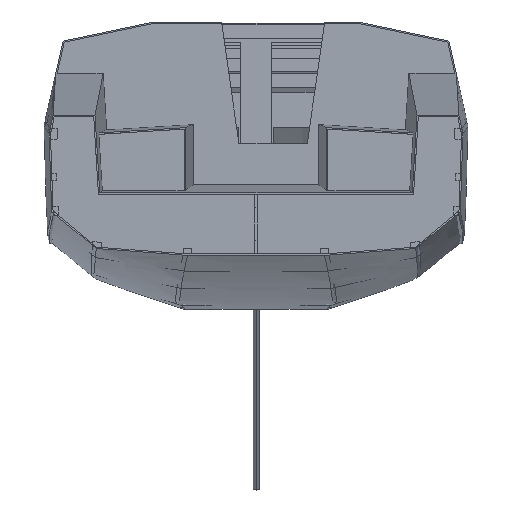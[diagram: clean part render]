
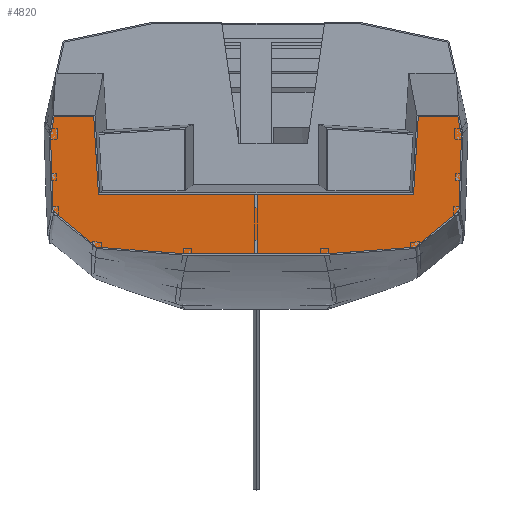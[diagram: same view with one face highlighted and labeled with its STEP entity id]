
A CAD part, top view. The second image highlights one B-rep face of the part: STEP entity #4820.
In plain terms, the highlighted free-form (B-spline) face has degree [1, 1] with [2, 2] control points.
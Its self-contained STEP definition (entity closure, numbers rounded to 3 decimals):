
#4301 = VERTEX_POINT('',#4302);
#4302 = CARTESIAN_POINT('',(9.634,60.209,0.));
#4315 = VERTEX_POINT('',#4316);
#4316 = CARTESIAN_POINT('',(481.675,60.209,0.));
#4321 = EDGE_CURVE('',#4301,#4315,#4322,.T.);
#4322 = B_SPLINE_CURVE_WITH_KNOTS('',1,(#4323,#4324),.UNSPECIFIED.,.F.,
  .F.,(2,2),(-392.,0.),.PIECEWISE_BEZIER_KNOTS.);
#4323 = CARTESIAN_POINT('',(9.634,60.209,0.));
#4324 = CARTESIAN_POINT('',(481.675,60.209,0.));
#4335 = VERTEX_POINT('',#4336);
#4336 = CARTESIAN_POINT('',(9.634,481.675,0.));
#4343 = EDGE_CURVE('',#4344,#4335,#4346,.T.);
#4344 = VERTEX_POINT('',#4345);
#4345 = CARTESIAN_POINT('',(1107.853,481.675,0.));
#4346 = B_SPLINE_CURVE_WITH_KNOTS('',1,(#4347,#4348),.UNSPECIFIED.,.F.,
  .F.,(2,2),(-1840.,-928.),.PIECEWISE_BEZIER_KNOTS.);
#4347 = CARTESIAN_POINT('',(1107.853,481.675,0.));
#4348 = CARTESIAN_POINT('',(9.634,481.675,0.));
#4370 = EDGE_CURVE('',#4371,#4344,#4373,.T.);
#4371 = VERTEX_POINT('',#4372);
#4372 = CARTESIAN_POINT('',(1141.199,1023.559,0.));
#4373 = B_SPLINE_CURVE_WITH_KNOTS('',1,(#4374,#4375),.UNSPECIFIED.,.F.,
  .F.,(2,2),(-450.851,-0.),.PIECEWISE_BEZIER_KNOTS.);
#4374 = CARTESIAN_POINT('',(1141.199,1023.559,0.));
#4375 = CARTESIAN_POINT('',(1107.853,481.675,0.));
#4398 = EDGE_CURVE('',#4399,#4371,#4401,.T.);
#4399 = VERTEX_POINT('',#4400);
#4400 = CARTESIAN_POINT('',(1418.973,1023.559,0.));
#4401 = B_SPLINE_CURVE_WITH_KNOTS('',1,(#4402,#4403),.UNSPECIFIED.,.F.,
  .F.,(2,2),(-230.673,0.),.PIECEWISE_BEZIER_KNOTS.);
#4402 = CARTESIAN_POINT('',(1418.973,1023.559,0.));
#4403 = CARTESIAN_POINT('',(1141.199,1023.559,0.));
#4426 = EDGE_CURVE('',#4427,#4399,#4429,.T.);
#4427 = VERTEX_POINT('',#4428);
#4428 = CARTESIAN_POINT('',(1445.025,903.141,0.));
#4429 = B_SPLINE_CURVE_WITH_KNOTS('',1,(#4430,#4431),.UNSPECIFIED.,.F.,
  .F.,(2,2),(-102.313,0.),.PIECEWISE_BEZIER_KNOTS.);
#4430 = CARTESIAN_POINT('',(1445.025,903.141,0.));
#4431 = CARTESIAN_POINT('',(1418.973,1023.559,0.));
#4454 = EDGE_CURVE('',#4455,#4427,#4457,.T.);
#4455 = VERTEX_POINT('',#4456);
#4456 = CARTESIAN_POINT('',(1426.962,361.256,0.));
#4457 = B_SPLINE_CURVE_WITH_KNOTS('',1,(#4458,#4459),.UNSPECIFIED.,.F.,
  .F.,(2,2),(-450.25,0.),.PIECEWISE_BEZIER_KNOTS.);
#4458 = CARTESIAN_POINT('',(1426.962,361.256,0.));
#4459 = CARTESIAN_POINT('',(1445.025,903.141,0.));
#4482 = EDGE_CURVE('',#4483,#4455,#4485,.T.);
#4483 = VERTEX_POINT('',#4484);
#4484 = CARTESIAN_POINT('',(1119.894,108.377,0.));
#4485 = B_SPLINE_CURVE_WITH_KNOTS('',1,(#4486,#4487),.UNSPECIFIED.,.F.,
  .F.,(2,2),(-330.341,0.),.PIECEWISE_BEZIER_KNOTS.);
#4486 = CARTESIAN_POINT('',(1119.894,108.377,0.));
#4487 = CARTESIAN_POINT('',(1426.962,361.256,0.));
#4510 = EDGE_CURVE('',#4315,#4483,#4511,.T.);
#4511 = B_SPLINE_CURVE_WITH_KNOTS('',1,(#4512,#4513),.UNSPECIFIED.,.F.,
  .F.,(2,2),(-531.507,0.),.PIECEWISE_BEZIER_KNOTS.);
#4512 = CARTESIAN_POINT('',(481.675,60.209,0.));
#4513 = CARTESIAN_POINT('',(1119.894,108.377,0.));
#4531 = VERTEX_POINT('',#4532);
#4532 = CARTESIAN_POINT('',(-9.634,60.209,0.));
#4539 = EDGE_CURVE('',#4540,#4531,#4542,.T.);
#4540 = VERTEX_POINT('',#4541);
#4541 = CARTESIAN_POINT('',(-481.675,60.209,0.));
#4542 = B_SPLINE_CURVE_WITH_KNOTS('',1,(#4543,#4544),.UNSPECIFIED.,.F.,
  .F.,(2,2),(-800.,-408.),.PIECEWISE_BEZIER_KNOTS.);
#4543 = CARTESIAN_POINT('',(-481.675,60.209,0.));
#4544 = CARTESIAN_POINT('',(-9.634,60.209,0.));
#4566 = EDGE_CURVE('',#4567,#4540,#4569,.T.);
#4567 = VERTEX_POINT('',#4568);
#4568 = CARTESIAN_POINT('',(-1119.894,108.377,0.));
#4569 = B_SPLINE_CURVE_WITH_KNOTS('',1,(#4570,#4571),.UNSPECIFIED.,.F.,
  .F.,(2,2),(0.,531.507),.PIECEWISE_BEZIER_KNOTS.);
#4570 = CARTESIAN_POINT('',(-1119.894,108.377,0.));
#4571 = CARTESIAN_POINT('',(-481.675,60.209,0.));
#4594 = EDGE_CURVE('',#4595,#4567,#4597,.T.);
#4595 = VERTEX_POINT('',#4596);
#4596 = CARTESIAN_POINT('',(-1426.962,361.256,0.));
#4597 = B_SPLINE_CURVE_WITH_KNOTS('',1,(#4598,#4599),.UNSPECIFIED.,.F.,
  .F.,(2,2),(0.,330.341),.PIECEWISE_BEZIER_KNOTS.);
#4598 = CARTESIAN_POINT('',(-1426.962,361.256,0.));
#4599 = CARTESIAN_POINT('',(-1119.894,108.377,0.));
#4622 = EDGE_CURVE('',#4623,#4595,#4625,.T.);
#4623 = VERTEX_POINT('',#4624);
#4624 = CARTESIAN_POINT('',(-1445.025,903.141,0.));
#4625 = B_SPLINE_CURVE_WITH_KNOTS('',1,(#4626,#4627),.UNSPECIFIED.,.F.,
  .F.,(2,2),(0.,450.25),.PIECEWISE_BEZIER_KNOTS.);
#4626 = CARTESIAN_POINT('',(-1445.025,903.141,0.));
#4627 = CARTESIAN_POINT('',(-1426.962,361.256,0.));
#4650 = EDGE_CURVE('',#4651,#4623,#4653,.T.);
#4651 = VERTEX_POINT('',#4652);
#4652 = CARTESIAN_POINT('',(-1418.973,1023.559,0.));
#4653 = B_SPLINE_CURVE_WITH_KNOTS('',1,(#4654,#4655),.UNSPECIFIED.,.F.,
  .F.,(2,2),(0.,102.313),.PIECEWISE_BEZIER_KNOTS.);
#4654 = CARTESIAN_POINT('',(-1418.973,1023.559,0.));
#4655 = CARTESIAN_POINT('',(-1445.025,903.141,0.));
#4678 = EDGE_CURVE('',#4679,#4651,#4681,.T.);
#4679 = VERTEX_POINT('',#4680);
#4680 = CARTESIAN_POINT('',(-1141.199,1023.559,0.));
#4681 = B_SPLINE_CURVE_WITH_KNOTS('',1,(#4682,#4683),.UNSPECIFIED.,.F.,
  .F.,(2,2),(0.,230.673),.PIECEWISE_BEZIER_KNOTS.);
#4682 = CARTESIAN_POINT('',(-1141.199,1023.559,0.));
#4683 = CARTESIAN_POINT('',(-1418.973,1023.559,0.));
#4706 = EDGE_CURVE('',#4707,#4679,#4709,.T.);
#4707 = VERTEX_POINT('',#4708);
#4708 = CARTESIAN_POINT('',(-1107.853,481.675,0.));
#4709 = B_SPLINE_CURVE_WITH_KNOTS('',1,(#4710,#4711),.UNSPECIFIED.,.F.,
  .F.,(2,2),(0.,450.851),.PIECEWISE_BEZIER_KNOTS.);
#4710 = CARTESIAN_POINT('',(-1107.853,481.675,0.));
#4711 = CARTESIAN_POINT('',(-1141.199,1023.559,0.));
#4737 = VERTEX_POINT('',#4738);
#4738 = CARTESIAN_POINT('',(-9.634,481.675,0.));
#4749 = EDGE_CURVE('',#4737,#4707,#4750,.T.);
#4750 = B_SPLINE_CURVE_WITH_KNOTS('',1,(#4751,#4752),.UNSPECIFIED.,.F.,
  .F.,(2,2),(-912.,-0.),.PIECEWISE_BEZIER_KNOTS.);
#4751 = CARTESIAN_POINT('',(-9.634,481.675,0.));
#4752 = CARTESIAN_POINT('',(-1107.853,481.675,0.));
#4820 = ADVANCED_FACE('',(#4821),#4877,.F.);
#4821 = FACE_BOUND('',#4822,.T.);
#4822 = EDGE_LOOP('',(#4823,#4832,#4837,#4838,#4839,#4840,#4841,#4842,
    #4843,#4844,#4845,#4852,#4859,#4864,#4865,#4866,#4867,#4868,#4869,
    #4870,#4871,#4872));
#4823 = ORIENTED_EDGE('',*,*,#4824,.F.);
#4824 = EDGE_CURVE('',#4825,#4827,#4829,.T.);
#4825 = VERTEX_POINT('',#4826);
#4826 = CARTESIAN_POINT('',(9.634,156.544,0.));
#4827 = VERTEX_POINT('',#4828);
#4828 = CARTESIAN_POINT('',(-9.634,156.544,0.));
#4829 = B_SPLINE_CURVE_WITH_KNOTS('',1,(#4830,#4831),.UNSPECIFIED.,.F.,
  .F.,(2,2),(-16.,-0.),.PIECEWISE_BEZIER_KNOTS.);
#4830 = CARTESIAN_POINT('',(9.634,156.544,0.));
#4831 = CARTESIAN_POINT('',(-9.634,156.544,0.));
#4832 = ORIENTED_EDGE('',*,*,#4833,.T.);
#4833 = EDGE_CURVE('',#4825,#4301,#4834,.T.);
#4834 = B_SPLINE_CURVE_WITH_KNOTS('',1,(#4835,#4836),.UNSPECIFIED.,.F.,
  .F.,(2,2),(-130.,-50.),.PIECEWISE_BEZIER_KNOTS.);
#4835 = CARTESIAN_POINT('',(9.634,156.544,0.));
#4836 = CARTESIAN_POINT('',(9.634,60.209,0.));
#4837 = ORIENTED_EDGE('',*,*,#4321,.T.);
#4838 = ORIENTED_EDGE('',*,*,#4510,.T.);
#4839 = ORIENTED_EDGE('',*,*,#4482,.T.);
#4840 = ORIENTED_EDGE('',*,*,#4454,.T.);
#4841 = ORIENTED_EDGE('',*,*,#4426,.T.);
#4842 = ORIENTED_EDGE('',*,*,#4398,.T.);
#4843 = ORIENTED_EDGE('',*,*,#4370,.T.);
#4844 = ORIENTED_EDGE('',*,*,#4343,.T.);
#4845 = ORIENTED_EDGE('',*,*,#4846,.F.);
#4846 = EDGE_CURVE('',#4847,#4335,#4849,.T.);
#4847 = VERTEX_POINT('',#4848);
#4848 = CARTESIAN_POINT('',(9.634,385.34,0.));
#4849 = B_SPLINE_CURVE_WITH_KNOTS('',1,(#4850,#4851),.UNSPECIFIED.,.F.,
  .F.,(2,2),(0.,80.),.PIECEWISE_BEZIER_KNOTS.);
#4850 = CARTESIAN_POINT('',(9.634,385.34,0.));
#4851 = CARTESIAN_POINT('',(9.634,481.675,0.));
#4852 = ORIENTED_EDGE('',*,*,#4853,.F.);
#4853 = EDGE_CURVE('',#4854,#4847,#4856,.T.);
#4854 = VERTEX_POINT('',#4855);
#4855 = CARTESIAN_POINT('',(-9.634,385.34,0.));
#4856 = B_SPLINE_CURVE_WITH_KNOTS('',1,(#4857,#4858),.UNSPECIFIED.,.F.,
  .F.,(2,2),(0.,16.),.PIECEWISE_BEZIER_KNOTS.);
#4857 = CARTESIAN_POINT('',(-9.634,385.34,0.));
#4858 = CARTESIAN_POINT('',(9.634,385.34,0.));
#4859 = ORIENTED_EDGE('',*,*,#4860,.T.);
#4860 = EDGE_CURVE('',#4854,#4737,#4861,.T.);
#4861 = B_SPLINE_CURVE_WITH_KNOTS('',1,(#4862,#4863),.UNSPECIFIED.,.F.,
  .F.,(2,2),(320.,400.),.PIECEWISE_BEZIER_KNOTS.);
#4862 = CARTESIAN_POINT('',(-9.634,385.34,0.));
#4863 = CARTESIAN_POINT('',(-9.634,481.675,0.));
#4864 = ORIENTED_EDGE('',*,*,#4749,.T.);
#4865 = ORIENTED_EDGE('',*,*,#4706,.T.);
#4866 = ORIENTED_EDGE('',*,*,#4678,.T.);
#4867 = ORIENTED_EDGE('',*,*,#4650,.T.);
#4868 = ORIENTED_EDGE('',*,*,#4622,.T.);
#4869 = ORIENTED_EDGE('',*,*,#4594,.T.);
#4870 = ORIENTED_EDGE('',*,*,#4566,.T.);
#4871 = ORIENTED_EDGE('',*,*,#4539,.T.);
#4872 = ORIENTED_EDGE('',*,*,#4873,.F.);
#4873 = EDGE_CURVE('',#4827,#4531,#4874,.T.);
#4874 = B_SPLINE_CURVE_WITH_KNOTS('',1,(#4875,#4876),.UNSPECIFIED.,.F.,
  .F.,(2,2),(0.,80.),.PIECEWISE_BEZIER_KNOTS.);
#4875 = CARTESIAN_POINT('',(-9.634,156.544,0.));
#4876 = CARTESIAN_POINT('',(-9.634,60.209,0.));
#4877 = B_SPLINE_SURFACE_WITH_KNOTS('',1,1,(
    (#4878,#4879)
    ,(#4880,#4881
    )),.UNSPECIFIED.,.F.,.F.,.F.,(2,2),(2,2),(-1200.,1200.),(50.,
    850.),.PIECEWISE_BEZIER_KNOTS.);
#4878 = CARTESIAN_POINT('',(1445.025,60.209,0.));
#4879 = CARTESIAN_POINT('',(1445.025,1023.559,0.));
#4880 = CARTESIAN_POINT('',(-1445.025,60.209,0.));
#4881 = CARTESIAN_POINT('',(-1445.025,1023.559,0.));
